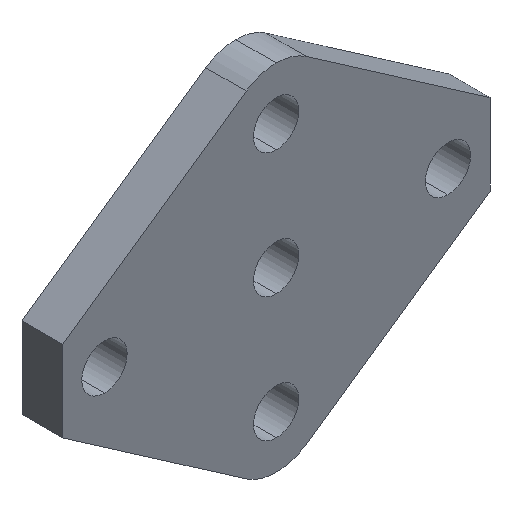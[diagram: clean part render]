
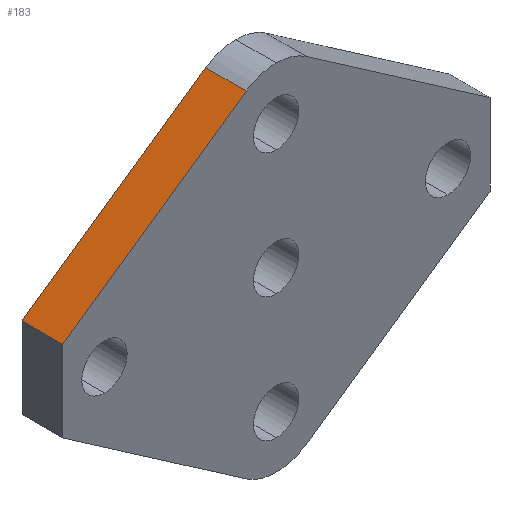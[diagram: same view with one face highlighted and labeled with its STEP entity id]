
A CAD part, isometric view. The second image highlights one B-rep face of the part: STEP entity #183.
In plain terms, the highlighted planar face has unit normal (-0.57, 0, 0.822).
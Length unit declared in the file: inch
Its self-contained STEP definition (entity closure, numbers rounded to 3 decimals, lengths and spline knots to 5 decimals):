
#48 = CARTESIAN_POINT ( 'NONE',  ( -0.66, 0.125, 0.125 ) ) ;
#76 = LINE ( 'NONE', #338, #113 ) ;
#90 = AXIS2_PLACEMENT_3D ( 'NONE', #259, #451, #409 ) ;
#102 = DIRECTION ( 'NONE',  ( 0.822, 0., 0.57 ) ) ;
#113 = VECTOR ( 'NONE', #620, 39.37008 ) ;
#116 = VERTEX_POINT ( 'NONE', #387 ) ;
#145 = VERTEX_POINT ( 'NONE', #566 ) ;
#173 = EDGE_CURVE ( 'NONE', #145, #506, #76, .T. ) ;
#183 = ADVANCED_FACE ( 'NONE', ( #194 ), #702, .T. ) ;
#194 = FACE_OUTER_BOUND ( 'NONE', #571, .T. ) ;
#205 = VERTEX_POINT ( 'NONE', #48 ) ;
#207 = CARTESIAN_POINT ( 'NONE',  ( -0.09261, 0., 0.51853 ) ) ;
#249 = VECTOR ( 'NONE', #695, 39.37008 ) ;
#259 = CARTESIAN_POINT ( 'NONE',  ( -0.66, 0., 0.125 ) ) ;
#289 = EDGE_CURVE ( 'NONE', #205, #116, #339, .T. ) ;
#296 = EDGE_CURVE ( 'NONE', #145, #205, #307, .T. ) ;
#306 = VECTOR ( 'NONE', #102, 39.37008 ) ;
#307 = LINE ( 'NONE', #642, #249 ) ;
#338 = CARTESIAN_POINT ( 'NONE',  ( -0.66, 0., 0.125 ) ) ;
#339 = LINE ( 'NONE', #552, #306 ) ;
#387 = CARTESIAN_POINT ( 'NONE',  ( -0.09261, 0.125, 0.51853 ) ) ;
#409 = DIRECTION ( 'NONE',  ( 0.822, 0., 0.57 ) ) ;
#435 = EDGE_CURVE ( 'NONE', #506, #116, #700, .T. ) ;
#451 = DIRECTION ( 'NONE',  ( -0.57, 0., 0.822 ) ) ;
#497 = DIRECTION ( 'NONE',  ( 0., 1., 0. ) ) ;
#506 = VERTEX_POINT ( 'NONE', #207 ) ;
#552 = CARTESIAN_POINT ( 'NONE',  ( -0.66, 0.125, 0.125 ) ) ;
#566 = CARTESIAN_POINT ( 'NONE',  ( -0.66, 0., 0.125 ) ) ;
#571 = EDGE_LOOP ( 'NONE', ( #600, #607, #609, #610 ) ) ;
#600 = ORIENTED_EDGE ( 'NONE', *, *, #289, .F. ) ;
#607 = ORIENTED_EDGE ( 'NONE', *, *, #296, .F. ) ;
#609 = ORIENTED_EDGE ( 'NONE', *, *, #173, .T. ) ;
#610 = ORIENTED_EDGE ( 'NONE', *, *, #435, .T. ) ;
#620 = DIRECTION ( 'NONE',  ( 0.822, 0., 0.57 ) ) ;
#635 = CARTESIAN_POINT ( 'NONE',  ( -0.09261, 0., 0.51853 ) ) ;
#642 = CARTESIAN_POINT ( 'NONE',  ( -0.66, 0., 0.125 ) ) ;
#661 = VECTOR ( 'NONE', #497, 39.37008 ) ;
#695 = DIRECTION ( 'NONE',  ( 0., 1., 0. ) ) ;
#700 = LINE ( 'NONE', #635, #661 ) ;
#702 = PLANE ( 'NONE',  #90 ) ;
